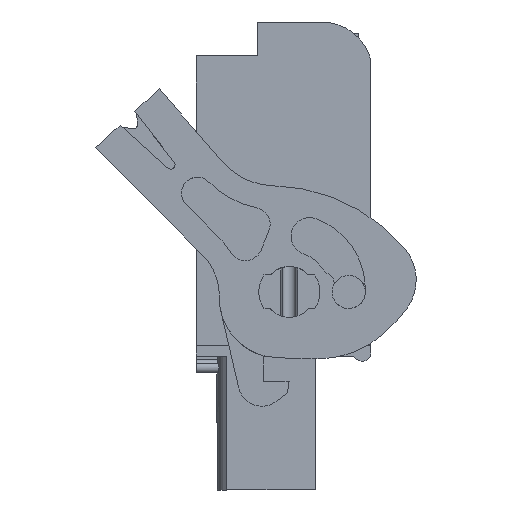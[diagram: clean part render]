
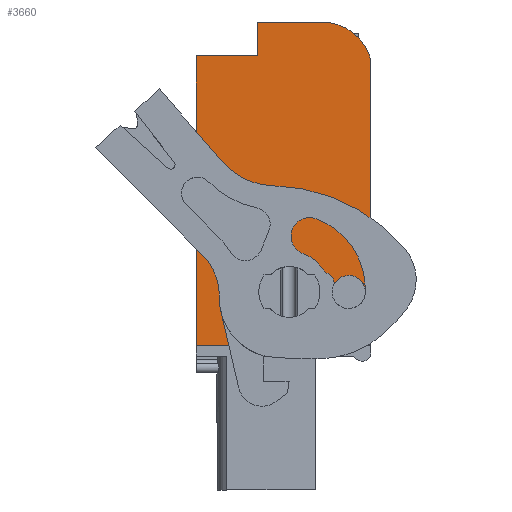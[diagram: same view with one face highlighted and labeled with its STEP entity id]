
A CAD part, left-side view. The second image highlights one B-rep face of the part: STEP entity #3660.
In plain terms, the highlighted planar face has unit normal (-1, 0, 0).
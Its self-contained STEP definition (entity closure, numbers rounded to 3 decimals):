
#3580=AXIS2_PLACEMENT_3D('Plane Axis2P3D',#3577,#3578,#3579) ;
#3591=AXIS2_PLACEMENT_3D('Circle Axis2P3D',#3589,#3590,$) ;
#3626=AXIS2_PLACEMENT_3D('Circle Axis2P3D',#3624,#3625,$) ;
#3635=AXIS2_PLACEMENT_3D('Circle Axis2P3D',#3633,#3634,$) ;
#3644=AXIS2_PLACEMENT_3D('Circle Axis2P3D',#3642,#3643,$) ;
#3653=AXIS2_PLACEMENT_3D('Circle Axis2P3D',#3651,#3652,$) ;
#327=CARTESIAN_POINT('Vertex',(3.3,12.982,8.5)) ;
#330=CARTESIAN_POINT('Line Origine',(3.3,12.982,17.05)) ;
#334=CARTESIAN_POINT('Vertex',(3.3,12.982,25.6)) ;
#3557=CARTESIAN_POINT('Line Origine',(3.3,7.832,8.5)) ;
#3561=CARTESIAN_POINT('Vertex',(3.3,2.682,8.5)) ;
#3577=CARTESIAN_POINT('Axis2P3D Location',(3.3,2.682,0.)) ;
#3582=CARTESIAN_POINT('Line Origine',(3.3,2.682,16.95)) ;
#3586=CARTESIAN_POINT('Vertex',(3.3,2.682,25.4)) ;
#3589=CARTESIAN_POINT('Axis2P3D Location',(3.3,5.573,24.6)) ;
#3593=CARTESIAN_POINT('Vertex',(3.3,5.573,27.6)) ;
#3596=CARTESIAN_POINT('Line Origine',(3.3,7.465,27.6)) ;
#3600=CARTESIAN_POINT('Vertex',(3.3,9.357,27.6)) ;
#3603=CARTESIAN_POINT('Line Origine',(3.3,9.357,26.6)) ;
#3607=CARTESIAN_POINT('Vertex',(3.3,9.357,25.6)) ;
#3610=CARTESIAN_POINT('Line Origine',(3.3,11.17,25.6)) ;
#3624=CARTESIAN_POINT('Axis2P3D Location',(3.3,7.482,11.68)) ;
#3628=CARTESIAN_POINT('Vertex',(3.3,7.482,10.18)) ;
#3630=CARTESIAN_POINT('Vertex',(3.3,7.482,13.18)) ;
#3633=CARTESIAN_POINT('Axis2P3D Location',(3.3,7.482,11.68)) ;
#3642=CARTESIAN_POINT('Axis2P3D Location',(3.3,3.982,11.68)) ;
#3646=CARTESIAN_POINT('Vertex',(3.3,3.982,12.655)) ;
#3648=CARTESIAN_POINT('Vertex',(3.3,3.982,10.705)) ;
#3651=CARTESIAN_POINT('Axis2P3D Location',(3.3,3.982,11.68)) ;
#331=DIRECTION('Vector Direction',(0.,0.,1.)) ;
#3558=DIRECTION('Vector Direction',(0.,-1.,0.)) ;
#3578=DIRECTION('Axis2P3D Direction',(-1.,0.,0.)) ;
#3579=DIRECTION('Axis2P3D XDirection',(0.,0.,1.)) ;
#3583=DIRECTION('Vector Direction',(0.,0.,1.)) ;
#3590=DIRECTION('Axis2P3D Direction',(-1.,0.,0.)) ;
#3597=DIRECTION('Vector Direction',(0.,1.,0.)) ;
#3604=DIRECTION('Vector Direction',(0.,0.,1.)) ;
#3611=DIRECTION('Vector Direction',(0.,1.,0.)) ;
#3625=DIRECTION('Axis2P3D Direction',(-1.,0.,0.)) ;
#3634=DIRECTION('Axis2P3D Direction',(-1.,0.,0.)) ;
#3643=DIRECTION('Axis2P3D Direction',(-1.,0.,0.)) ;
#3652=DIRECTION('Axis2P3D Direction',(-1.,0.,0.)) ;
#332=VECTOR('Line Direction',#331,1.) ;
#3559=VECTOR('Line Direction',#3558,1.) ;
#3584=VECTOR('Line Direction',#3583,1.) ;
#3598=VECTOR('Line Direction',#3597,1.) ;
#3605=VECTOR('Line Direction',#3604,1.) ;
#3612=VECTOR('Line Direction',#3611,1.) ;
#3616=ORIENTED_EDGE('',*,*,#3588,.T.) ;
#3617=ORIENTED_EDGE('',*,*,#3595,.T.) ;
#3618=ORIENTED_EDGE('',*,*,#3602,.T.) ;
#3619=ORIENTED_EDGE('',*,*,#3609,.T.) ;
#3620=ORIENTED_EDGE('',*,*,#3614,.T.) ;
#3621=ORIENTED_EDGE('',*,*,#336,.T.) ;
#3622=ORIENTED_EDGE('',*,*,#3563,.T.) ;
#3639=ORIENTED_EDGE('',*,*,#3632,.F.) ;
#3640=ORIENTED_EDGE('',*,*,#3637,.F.) ;
#3657=ORIENTED_EDGE('',*,*,#3650,.F.) ;
#3658=ORIENTED_EDGE('',*,*,#3655,.F.) ;
#3641=FACE_BOUND('',#3638,.T.) ;
#3659=FACE_BOUND('',#3656,.T.) ;
#3660=ADVANCED_FACE('HOUSING',(#3623,#3641,#3659),#3581,.T.) ;
#3592=CIRCLE('generated circle',#3591,3.) ;
#3627=CIRCLE('generated circle',#3626,1.5) ;
#3636=CIRCLE('generated circle',#3635,1.5) ;
#3645=CIRCLE('generated circle',#3644,0.975) ;
#3654=CIRCLE('generated circle',#3653,0.975) ;
#336=EDGE_CURVE('',#335,#328,#333,.F.) ;
#3563=EDGE_CURVE('',#328,#3562,#3560,.T.) ;
#3588=EDGE_CURVE('',#3562,#3587,#3585,.T.) ;
#3595=EDGE_CURVE('',#3587,#3594,#3592,.T.) ;
#3602=EDGE_CURVE('',#3594,#3601,#3599,.T.) ;
#3609=EDGE_CURVE('',#3601,#3608,#3606,.F.) ;
#3614=EDGE_CURVE('',#3608,#335,#3613,.T.) ;
#3632=EDGE_CURVE('',#3629,#3631,#3627,.T.) ;
#3637=EDGE_CURVE('',#3631,#3629,#3636,.T.) ;
#3650=EDGE_CURVE('',#3647,#3649,#3645,.T.) ;
#3655=EDGE_CURVE('',#3649,#3647,#3654,.T.) ;
#3615=EDGE_LOOP('',(#3616,#3617,#3618,#3619,#3620,#3621,#3622)) ;
#3638=EDGE_LOOP('',(#3639,#3640)) ;
#3656=EDGE_LOOP('',(#3657,#3658)) ;
#3623=FACE_OUTER_BOUND('',#3615,.T.) ;
#333=LINE('Line',#330,#332) ;
#3560=LINE('Line',#3557,#3559) ;
#3585=LINE('Line',#3582,#3584) ;
#3599=LINE('Line',#3596,#3598) ;
#3606=LINE('Line',#3603,#3605) ;
#3613=LINE('Line',#3610,#3612) ;
#3581=PLANE('',#3580) ;
#328=VERTEX_POINT('',#327) ;
#335=VERTEX_POINT('',#334) ;
#3562=VERTEX_POINT('',#3561) ;
#3587=VERTEX_POINT('',#3586) ;
#3594=VERTEX_POINT('',#3593) ;
#3601=VERTEX_POINT('',#3600) ;
#3608=VERTEX_POINT('',#3607) ;
#3629=VERTEX_POINT('',#3628) ;
#3631=VERTEX_POINT('',#3630) ;
#3647=VERTEX_POINT('',#3646) ;
#3649=VERTEX_POINT('',#3648) ;
